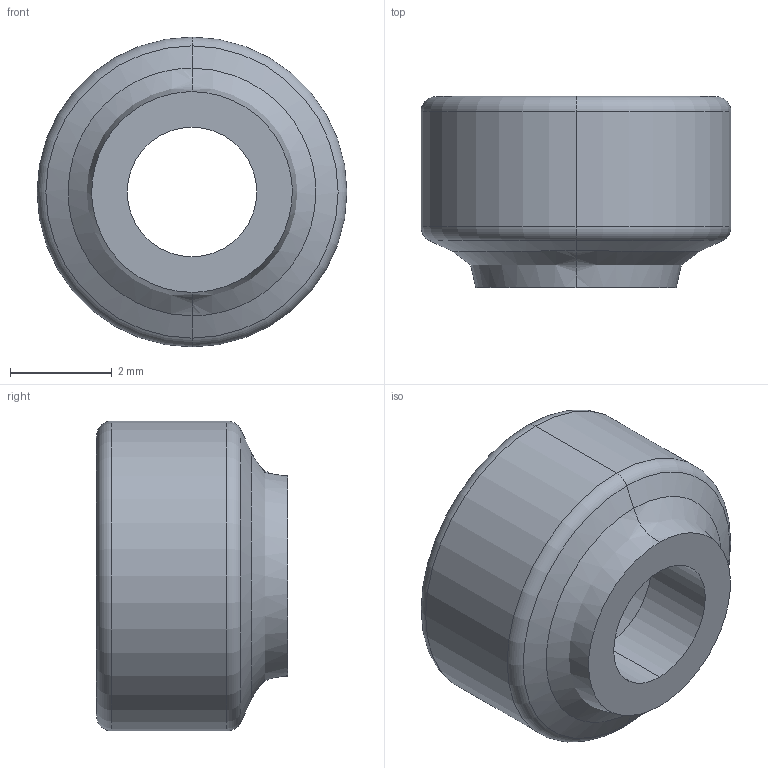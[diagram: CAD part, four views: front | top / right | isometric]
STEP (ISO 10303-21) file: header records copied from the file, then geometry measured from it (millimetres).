
FILE_DESCRIPTION (( 'STEP AP214' ), '1' );
FILE_NAME ('maget_screw_connector^iambic_paddle.STEP', '2025-03-25T01:55:07', ( '' ), ( '' ), 'SwSTEP 2.0', 'SolidWorks 2024', '' );
FILE_SCHEMA (( 'AUTOMOTIVE_DESIGN' ));
Length unit declared in the file: millimetre
Products named in the file (1): maget_screw_connector^iambic_paddle
Bounding box: 6.1 x 3.76 x 6.1 mm (x, y, z)
Volume: 42.9 mm3; surface area: 153 mm2
Topology: 1 solids, 1 shells, 17 faces, 34 edges, 20 vertices
Faces by surface type: cylinder 6, torus 4, plane 3, bspline 2, cone 2
Entity records: 687 total; most frequent: CARTESIAN_POINT 306, DIRECTION 80, ORIENTED_EDGE 68, AXIS2_PLACEMENT_3D 36, EDGE_CURVE 34, VERTEX_POINT 20, CIRCLE 20, EDGE_LOOP 20
